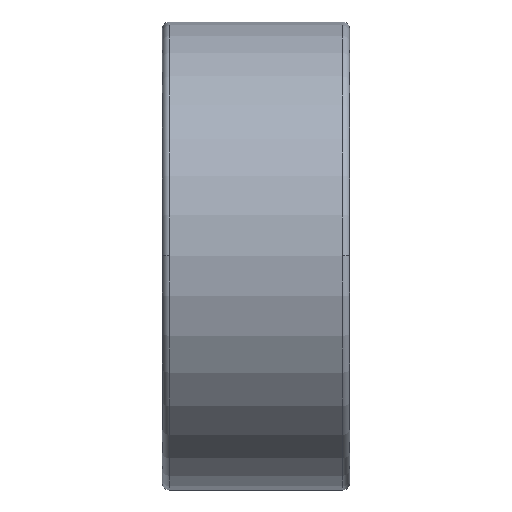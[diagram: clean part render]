
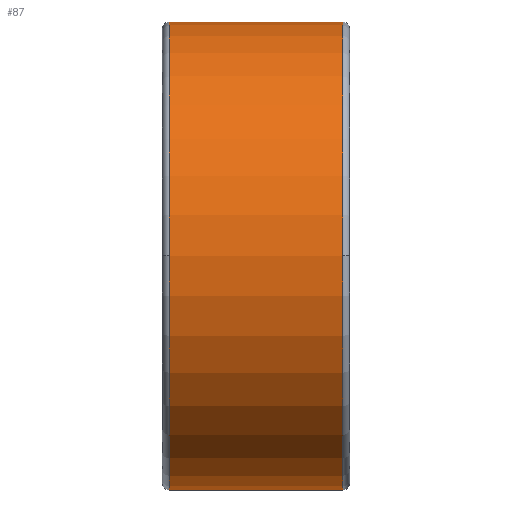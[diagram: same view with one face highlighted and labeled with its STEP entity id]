
A CAD part, top view. The second image highlights one B-rep face of the part: STEP entity #87.
In plain terms, the highlighted cylindrical face has radius 5 mm (diameter 10 mm), a partial arc.
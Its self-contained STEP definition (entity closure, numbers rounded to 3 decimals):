
#87=ADVANCED_FACE('',(#225),#226,.T.);
#225=FACE_OUTER_BOUND('',#507,.T.);
#226=CYLINDRICAL_SURFACE('',#508,5.0);
#507=EDGE_LOOP('',(#843,#844,#845,#846,#847,#848));
#508=AXIS2_PLACEMENT_3D('',#849,#850,#851);
#843=ORIENTED_EDGE('',*,*,#1759,.F.);
#844=ORIENTED_EDGE('',*,*,#1760,.T.);
#845=ORIENTED_EDGE('',*,*,#1761,.T.);
#846=ORIENTED_EDGE('',*,*,#1762,.F.);
#847=ORIENTED_EDGE('',*,*,#1763,.F.);
#848=ORIENTED_EDGE('',*,*,#1756,.F.);
#849=CARTESIAN_POINT('',(2.0,0.0,0.0));
#850=DIRECTION('',(-1.0,0.0,0.0));
#851=DIRECTION('',(0.0,1.0,0.0));
#1756=EDGE_CURVE('',#2064,#2066,#2067,.T.);
#1759=EDGE_CURVE('',#2071,#2064,#2072,.T.);
#1760=EDGE_CURVE('',#2071,#2073,#2074,.T.);
#1761=EDGE_CURVE('',#2073,#2075,#2076,.T.);
#1762=EDGE_CURVE('',#2077,#2075,#2078,.T.);
#1763=EDGE_CURVE('',#2066,#2077,#2079,.T.);
#2064=VERTEX_POINT('',#2532);
#2066=VERTEX_POINT('',#2534);
#2067=CIRCLE('',#2535,5.0);
#2071=VERTEX_POINT('',#2539);
#2072=LINE('',#2540,#2541);
#2073=VERTEX_POINT('',#2542);
#2074=CIRCLE('',#2543,5.0);
#2075=VERTEX_POINT('',#2544);
#2076=CIRCLE('',#2545,5.0);
#2077=VERTEX_POINT('',#2546);
#2078=LINE('',#2547,#2548);
#2079=CIRCLE('',#2549,5.0);
#2532=CARTESIAN_POINT('',(3.85,5.0,0.0));
#2534=CARTESIAN_POINT('',(3.85,0.,5.0));
#2535=AXIS2_PLACEMENT_3D('',#3566,#3567,#3568);
#2539=CARTESIAN_POINT('',(0.15,5.0,0.0));
#2540=CARTESIAN_POINT('',(2.0,5.0,0.));
#2541=VECTOR('',#3575,1.0);
#2542=CARTESIAN_POINT('',(0.15,0.,5.0));
#2543=AXIS2_PLACEMENT_3D('',#3576,#3577,#3578);
#2544=CARTESIAN_POINT('',(0.15,-5.0,0.));
#2545=AXIS2_PLACEMENT_3D('',#3579,#3580,#3581);
#2546=CARTESIAN_POINT('',(3.85,-5.0,0.));
#2547=CARTESIAN_POINT('',(2.0,-5.0,0.));
#2548=VECTOR('',#3582,1.0);
#2549=AXIS2_PLACEMENT_3D('',#3583,#3584,#3585);
#3566=CARTESIAN_POINT('',(3.85,0.0,0.0));
#3567=DIRECTION('',(1.0,0.0,0.0));
#3568=DIRECTION('',(0.0,1.0,0.0));
#3575=DIRECTION('',(1.0,0.0,0.0));
#3576=CARTESIAN_POINT('',(0.15,0.0,0.0));
#3577=DIRECTION('',(1.0,0.0,0.0));
#3578=DIRECTION('',(0.0,1.0,0.0));
#3579=CARTESIAN_POINT('',(0.15,0.0,0.0));
#3580=DIRECTION('',(1.0,0.0,0.0));
#3581=DIRECTION('',(0.0,1.0,0.0));
#3582=DIRECTION('',(-1.0,-0.0,-0.0));
#3583=CARTESIAN_POINT('',(3.85,0.0,0.0));
#3584=DIRECTION('',(1.0,0.0,0.0));
#3585=DIRECTION('',(0.0,1.0,0.0));
